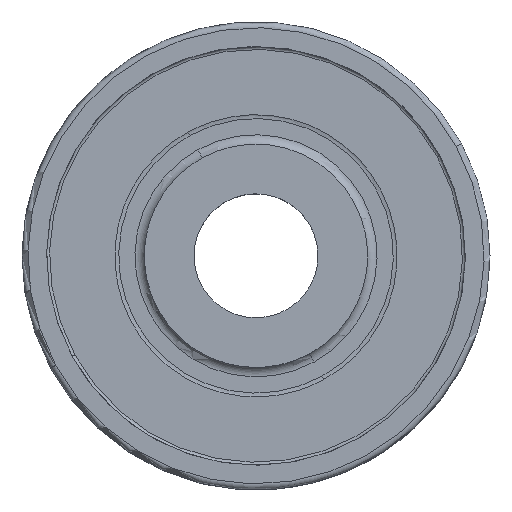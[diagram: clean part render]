
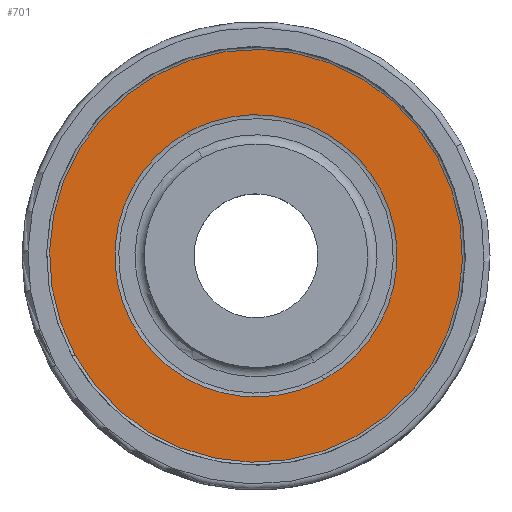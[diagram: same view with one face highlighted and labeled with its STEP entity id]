
A CAD part, top view. The second image highlights one B-rep face of the part: STEP entity #701.
In plain terms, the highlighted planar face has unit normal (0, 0, 1).
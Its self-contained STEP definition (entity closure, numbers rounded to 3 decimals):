
#494=AXIS2_PLACEMENT_3D('Circle Axis2P3D',#492,#493,$) ;
#528=AXIS2_PLACEMENT_3D('Circle Axis2P3D',#526,#527,$) ;
#641=AXIS2_PLACEMENT_3D('Plane Axis2P3D',#638,#639,#640) ;
#489=CARTESIAN_POINT('Vertex',(-12.272,-6.704,7.65)) ;
#492=CARTESIAN_POINT('Axis2P3D Location',(0.,0.,7.65)) ;
#496=CARTESIAN_POINT('Vertex',(12.272,6.704,7.65)) ;
#526=CARTESIAN_POINT('Axis2P3D Location',(0.,0.,7.65)) ;
#638=CARTESIAN_POINT('Axis2P3D Location',(13.983,0.,7.65)) ;
#648=CARTESIAN_POINT('Control Point',(-4.583,8.39,7.65)) ;
#649=CARTESIAN_POINT('Control Point',(-5.472,7.904,7.65)) ;
#650=CARTESIAN_POINT('Control Point',(-6.296,7.301,7.65)) ;
#651=CARTESIAN_POINT('Control Point',(-7.035,6.592,7.65)) ;
#652=CARTESIAN_POINT('Control Point',(-8.308,4.994,7.65)) ;
#653=CARTESIAN_POINT('Control Point',(-9.122,3.12,7.65)) ;
#654=CARTESIAN_POINT('Control Point',(-9.402,2.135,7.65)) ;
#655=CARTESIAN_POINT('Control Point',(-9.693,0.112,7.65)) ;
#656=CARTESIAN_POINT('Control Point',(-9.449,-1.916,7.65)) ;
#657=CARTESIAN_POINT('Control Point',(-9.192,-2.908,7.65)) ;
#658=CARTESIAN_POINT('Control Point',(-8.422,-4.8,7.65)) ;
#659=CARTESIAN_POINT('Control Point',(-7.186,-6.427,7.65)) ;
#660=CARTESIAN_POINT('Control Point',(-6.463,-7.154,7.65)) ;
#661=CARTESIAN_POINT('Control Point',(-4.843,-8.398,7.65)) ;
#662=CARTESIAN_POINT('Control Point',(-2.954,-9.177,7.65)) ;
#663=CARTESIAN_POINT('Control Point',(-1.963,-9.439,7.65)) ;
#664=CARTESIAN_POINT('Control Point',(-0.006,-9.685,7.65)) ;
#665=CARTESIAN_POINT('Control Point',(1.949,-9.431,7.65)) ;
#666=CARTESIAN_POINT('Control Point',(2.872,-9.192,7.65)) ;
#667=CARTESIAN_POINT('Control Point',(3.755,-8.842,7.65)) ;
#668=CARTESIAN_POINT('Control Point',(4.583,-8.39,7.65)) ;
#669=CARTESIAN_POINT('Vertex',(-4.583,8.39,7.65)) ;
#671=CARTESIAN_POINT('Vertex',(4.583,-8.39,7.65)) ;
#675=CARTESIAN_POINT('Control Point',(4.583,-8.39,7.65)) ;
#676=CARTESIAN_POINT('Control Point',(5.472,-7.904,7.65)) ;
#677=CARTESIAN_POINT('Control Point',(6.296,-7.301,7.65)) ;
#678=CARTESIAN_POINT('Control Point',(7.035,-6.592,7.65)) ;
#679=CARTESIAN_POINT('Control Point',(8.308,-4.994,7.65)) ;
#680=CARTESIAN_POINT('Control Point',(9.122,-3.12,7.65)) ;
#681=CARTESIAN_POINT('Control Point',(9.402,-2.135,7.65)) ;
#682=CARTESIAN_POINT('Control Point',(9.693,-0.112,7.65)) ;
#683=CARTESIAN_POINT('Control Point',(9.449,1.916,7.65)) ;
#684=CARTESIAN_POINT('Control Point',(9.192,2.908,7.65)) ;
#685=CARTESIAN_POINT('Control Point',(8.422,4.8,7.65)) ;
#686=CARTESIAN_POINT('Control Point',(7.186,6.427,7.65)) ;
#687=CARTESIAN_POINT('Control Point',(6.463,7.154,7.65)) ;
#688=CARTESIAN_POINT('Control Point',(4.843,8.398,7.65)) ;
#689=CARTESIAN_POINT('Control Point',(2.954,9.177,7.65)) ;
#690=CARTESIAN_POINT('Control Point',(1.963,9.439,7.65)) ;
#691=CARTESIAN_POINT('Control Point',(0.006,9.685,7.65)) ;
#692=CARTESIAN_POINT('Control Point',(-1.949,9.431,7.65)) ;
#693=CARTESIAN_POINT('Control Point',(-2.872,9.192,7.65)) ;
#694=CARTESIAN_POINT('Control Point',(-3.755,8.842,7.65)) ;
#695=CARTESIAN_POINT('Control Point',(-4.583,8.39,7.65)) ;
#493=DIRECTION('Axis2P3D Direction',(0.,0.,1.)) ;
#527=DIRECTION('Axis2P3D Direction',(0.,0.,1.)) ;
#639=DIRECTION('Axis2P3D Direction',(0.,0.,1.)) ;
#640=DIRECTION('Axis2P3D XDirection',(1.,0.,0.)) ;
#644=ORIENTED_EDGE('',*,*,#530,.T.) ;
#645=ORIENTED_EDGE('',*,*,#498,.T.) ;
#698=ORIENTED_EDGE('',*,*,#673,.F.) ;
#699=ORIENTED_EDGE('',*,*,#696,.F.) ;
#700=FACE_BOUND('',#697,.T.) ;
#701=ADVANCED_FACE('NOCUT',(#646,#700),#642,.T.) ;
#647=B_SPLINE_CURVE_WITH_KNOTS('',5,(#648,#649,#650,#651,#652,#653,#654,#655,#656,#657,#658,#659,#660,#661,#662,#663,#664,#665,#666,#667,#668),.UNSPECIFIED.,.F.,.U.,(6,3,3,3,3,3,6),(0.,7.062,14.126,21.19,28.254,35.318,41.899),.UNSPECIFIED.) ;
#674=B_SPLINE_CURVE_WITH_KNOTS('',5,(#675,#676,#677,#678,#679,#680,#681,#682,#683,#684,#685,#686,#687,#688,#689,#690,#691,#692,#693,#694,#695),.UNSPECIFIED.,.F.,.U.,(6,3,3,3,3,3,6),(0.,7.062,14.126,21.19,28.254,35.318,41.899),.UNSPECIFIED.) ;
#495=CIRCLE('generated circle',#494,13.983) ;
#529=CIRCLE('generated circle',#528,13.983) ;
#498=EDGE_CURVE('',#497,#490,#495,.T.) ;
#530=EDGE_CURVE('',#490,#497,#529,.T.) ;
#673=EDGE_CURVE('',#670,#672,#647,.T.) ;
#696=EDGE_CURVE('',#672,#670,#674,.T.) ;
#643=EDGE_LOOP('',(#644,#645)) ;
#697=EDGE_LOOP('',(#698,#699)) ;
#646=FACE_OUTER_BOUND('',#643,.T.) ;
#642=PLANE('',#641) ;
#490=VERTEX_POINT('',#489) ;
#497=VERTEX_POINT('',#496) ;
#670=VERTEX_POINT('',#669) ;
#672=VERTEX_POINT('',#671) ;
